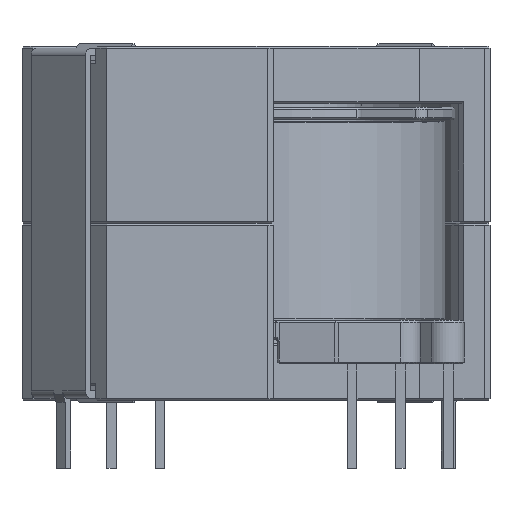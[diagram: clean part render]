
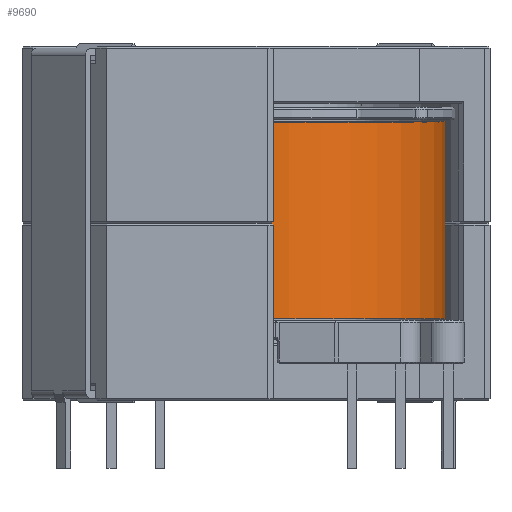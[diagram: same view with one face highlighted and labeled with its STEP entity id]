
A CAD part, front view. The second image highlights one B-rep face of the part: STEP entity #9690.
In plain terms, the highlighted cylindrical face has radius 9.975 mm (diameter 19.95 mm), a full revolution.
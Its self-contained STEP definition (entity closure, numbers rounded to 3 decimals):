
#61=CYLINDRICAL_SURFACE('',#10258,9.975);
#109=CIRCLE('',#10254,9.975);
#110=CIRCLE('',#10256,9.975);
#183=FACE_BOUND('',#1587,.T.);
#1019=FACE_OUTER_BOUND('',#1586,.T.);
#1586=EDGE_LOOP('',(#7941));
#1587=EDGE_LOOP('',(#7942));
#4713=VERTEX_POINT('',#15386);
#4714=VERTEX_POINT('',#15389);
#5824=EDGE_CURVE('',#4713,#4713,#109,.T.);
#5825=EDGE_CURVE('',#4714,#4714,#110,.T.);
#7941=ORIENTED_EDGE('',*,*,#5825,.F.);
#7942=ORIENTED_EDGE('',*,*,#5824,.F.);
#9690=ADVANCED_FACE('',(#1019,#183),#61,.T.);
#10254=AXIS2_PLACEMENT_3D('',#15387,#12035,#12036);
#10256=AXIS2_PLACEMENT_3D('',#15390,#12039,#12040);
#10258=AXIS2_PLACEMENT_3D('',#15393,#12043,#12044);
#12035=DIRECTION('center_axis',(0.,0.,1.));
#12036=DIRECTION('ref_axis',(-1.,0.,0.));
#12039=DIRECTION('center_axis',(0.,0.,-1.));
#12040=DIRECTION('ref_axis',(-1.,0.,0.));
#12043=DIRECTION('center_axis',(0.,0.,1.));
#12044=DIRECTION('ref_axis',(-1.,0.,0.));
#15386=CARTESIAN_POINT('',(9.975,0.,14.725));
#15387=CARTESIAN_POINT('Origin',(0.,0.,14.725));
#15389=CARTESIAN_POINT('',(9.975,0.,4.325));
#15390=CARTESIAN_POINT('Origin',(0.,0.,4.325));
#15393=CARTESIAN_POINT('Origin',(0.,0.,9.525));
